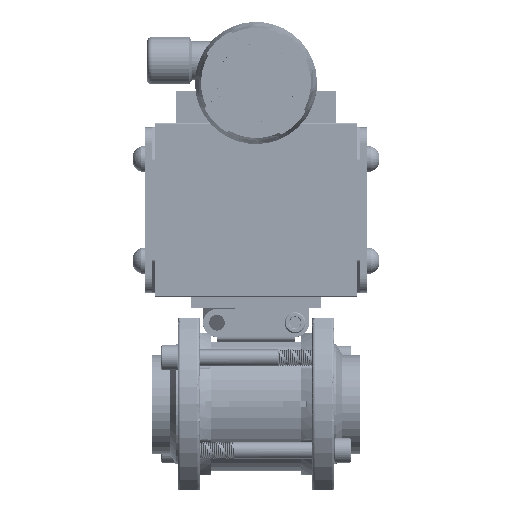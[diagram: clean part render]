
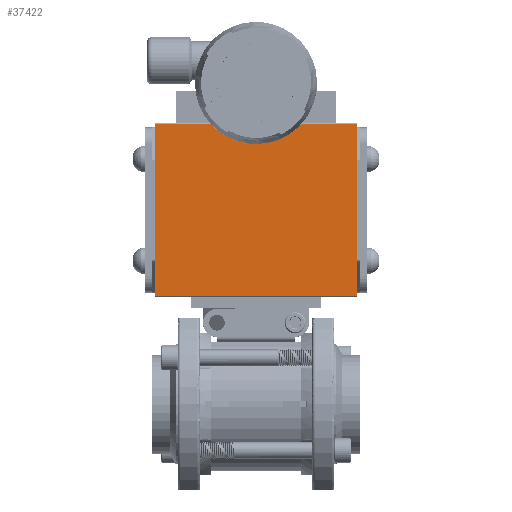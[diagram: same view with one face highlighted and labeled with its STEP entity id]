
A CAD part, top view. The second image highlights one B-rep face of the part: STEP entity #37422.
In plain terms, the highlighted planar face has unit normal (0, 0, 1).
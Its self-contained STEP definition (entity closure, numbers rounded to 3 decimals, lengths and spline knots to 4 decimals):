
#45 = EDGE_CURVE ( 'NONE', #151689, #80462, #79769, .T. ) ;
#8237 = DIRECTION ( 'NONE',  ( 1., 0., 0. ) ) ;
#12388 = ORIENTED_EDGE ( 'NONE', *, *, #147520, .T. ) ;
#20654 = VERTEX_POINT ( 'NONE', #30495 ) ;
#26375 = EDGE_LOOP ( 'NONE', ( #153371, #107098, #169307, #12388 ) ) ;
#30495 = CARTESIAN_POINT ( 'NONE',  ( 2.253, 6.283, 1.55 ) ) ;
#30950 = AXIS2_PLACEMENT_3D ( 'NONE', #188175, #71151, #174010 ) ;
#37422 = ADVANCED_FACE ( 'NONE', ( #156347 ), #159207, .F. ) ;
#40792 = VECTOR ( 'NONE', #69070, 39.3701 ) ;
#43894 = LINE ( 'NONE', #128290, #98853 ) ;
#45947 = EDGE_CURVE ( 'NONE', #20654, #151689, #43894, .T. ) ;
#55704 = VECTOR ( 'NONE', #135612, 39.3701 ) ;
#65505 = LINE ( 'NONE', #81399, #99914 ) ;
#69070 = DIRECTION ( 'NONE',  ( 0., -1., 0. ) ) ;
#71151 = DIRECTION ( 'NONE',  ( 0., 0., -1. ) ) ;
#79769 = LINE ( 'NONE', #157086, #40792 ) ;
#80462 = VERTEX_POINT ( 'NONE', #178016 ) ;
#81399 = CARTESIAN_POINT ( 'NONE',  ( -2.273, 2.423, 1.55 ) ) ;
#94678 = LINE ( 'NONE', #179351, #55704 ) ;
#96470 = VERTEX_POINT ( 'NONE', #154980 ) ;
#98853 = VECTOR ( 'NONE', #113427, 39.3701 ) ;
#99914 = VECTOR ( 'NONE', #8237, 39.3701 ) ;
#107098 = ORIENTED_EDGE ( 'NONE', *, *, #45947, .T. ) ;
#108828 = EDGE_CURVE ( 'NONE', #96470, #20654, #94678, .T. ) ;
#113427 = DIRECTION ( 'NONE',  ( -1., 0., 0. ) ) ;
#128290 = CARTESIAN_POINT ( 'NONE',  ( -2.273, 6.283, 1.55 ) ) ;
#135612 = DIRECTION ( 'NONE',  ( 0., 1., 0. ) ) ;
#147520 = EDGE_CURVE ( 'NONE', #80462, #96470, #65505, .T. ) ;
#151689 = VERTEX_POINT ( 'NONE', #168099 ) ;
#153371 = ORIENTED_EDGE ( 'NONE', *, *, #108828, .T. ) ;
#154980 = CARTESIAN_POINT ( 'NONE',  ( 2.253, 2.423, 1.55 ) ) ;
#156347 = FACE_OUTER_BOUND ( 'NONE', #26375, .T. ) ;
#157086 = CARTESIAN_POINT ( 'NONE',  ( -2.253, 2.403, 1.55 ) ) ;
#159207 = PLANE ( 'NONE',  #30950 ) ;
#168099 = CARTESIAN_POINT ( 'NONE',  ( -2.253, 6.283, 1.55 ) ) ;
#169307 = ORIENTED_EDGE ( 'NONE', *, *, #45, .T. ) ;
#174010 = DIRECTION ( 'NONE',  ( 0., -1., 0. ) ) ;
#178016 = CARTESIAN_POINT ( 'NONE',  ( -2.253, 2.423, 1.55 ) ) ;
#179351 = CARTESIAN_POINT ( 'NONE',  ( 2.253, 6.303, 1.55 ) ) ;
#188175 = CARTESIAN_POINT ( 'NONE',  ( -2.273, 6.303, 1.55 ) ) ;
